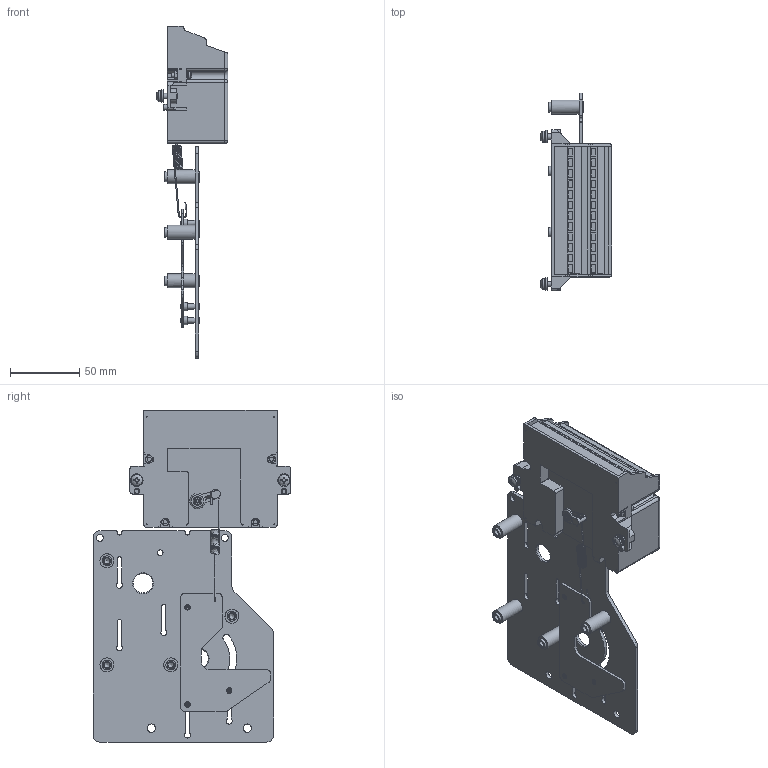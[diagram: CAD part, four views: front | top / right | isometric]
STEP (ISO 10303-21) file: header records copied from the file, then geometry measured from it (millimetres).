
FILE_DESCRIPTION(/* description */ (''),/* implementation_level */ '2;1');
FILE_NAME(/* name */ 'FKF_W66Z 扩展辅助开关（6组转换触头）.x_t.stp',/* time_stamp */ '2023-09-15T13:33:36+08:00',/* author */ (''),/* organization */ (''),/* preprocessor_version */ 'ST-DEVELOPER v16.7',/* originating_system */ 'SIEMENS PLM Software NX 12.0',/* authorisation */ '');
FILE_SCHEMA (('AUTOMOTIVE_DESIGN { 1 0 10303 214 3 1 1 1 }'));
Length unit declared in the file: millimetre
Products named in the file (1): _model2
Bounding box: 51.4 x 142.5 x 239 mm (x, y, z)
Volume: 333594.7 mm3; surface area: 94526.5 mm2
Topology: 1 solids, 6 shells, 923 faces, 2364 edges, 1515 vertices
Faces by surface type: plane 522, cylinder 247, cone 124, sphere 16, bspline 8, torus 6
Full cylindrical faces by diameter (mm): 0.8 x2, 1 x3, 2.5 x1, 3 x13, 3.5 x24, 4 x14, 4.2 x6, 5 x2, 5.23 x4, 5.5 x1, 5.6 x4, 6 x10, 6.78 x2, 7 x4, 8 x7, 9 x2, 10 x4, 11 x1, 14 x2
Entity records: 38364 total; most frequent: CARTESIAN_POINT 15563, DIRECTION 4455, ORIENTED_EDGE 4142, EDGE_CURVE 2071, AXIS2_PLACEMENT_3D 1631, VERTEX_POINT 1418, EDGE_LOOP 1264, LINE 1193
